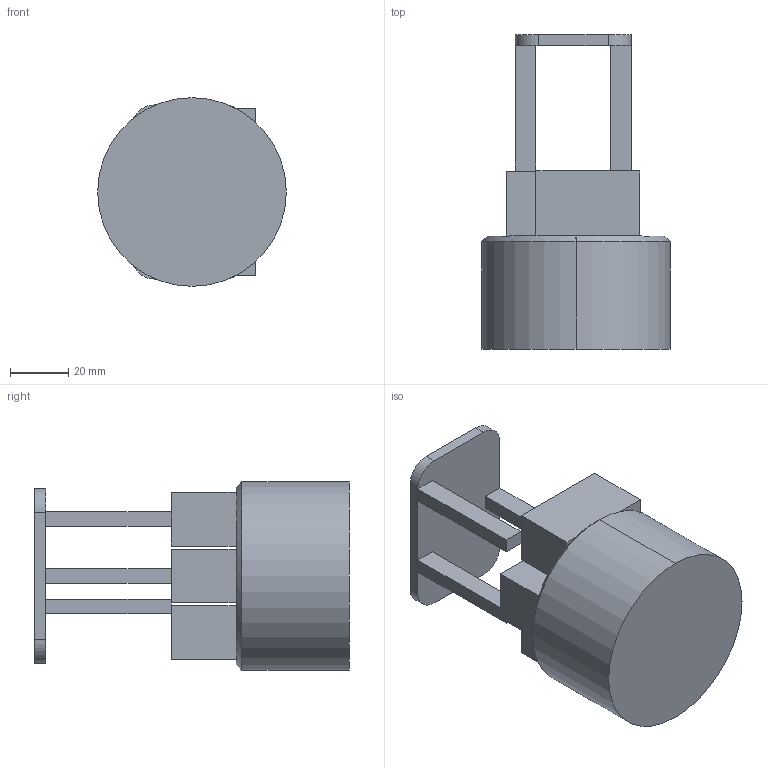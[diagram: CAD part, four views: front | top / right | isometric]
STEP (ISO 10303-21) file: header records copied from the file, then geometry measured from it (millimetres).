
FILE_DESCRIPTION(/* description */ (''),/* implementation_level */ '2;1');
FILE_NAME(/* name */ 'body',/* time_stamp */ '2024-05-26T15:09:56+09:00',/* author */ (''),/* organization */ (''),/* preprocessor_version */ 'ST-DEVELOPER v19.2',/* originating_system */ 'Rhino 8.7',/* authorisation */ '');
FILE_SCHEMA (('CONFIG_CONTROL_DESIGN'));
Length unit declared in the file: millimetre
Products named in the file (1): Document
Bounding box: 65 x 108.4 x 65 mm (x, y, z)
Surface area: 30349.6 mm2 (no closed solid volume)
Topology: 0 solids, 0 shells, 53 faces, 278 edges, 278 vertices
Faces by surface type: plane 45, cylinder 6, bspline 2
Entity records: 1789 total; most frequent: CARTESIAN_POINT 693, COMPOSITE_CURVE_SEGMENT 278, B_SPLINE_CURVE_WITH_KNOTS 226, DIRECTION 151, AXIS2_PLACEMENT_3D 101, CURVE_BOUNDED_SURFACE 53, OUTER_BOUNDARY_CURVE 53, TRIMMED_CURVE 48
